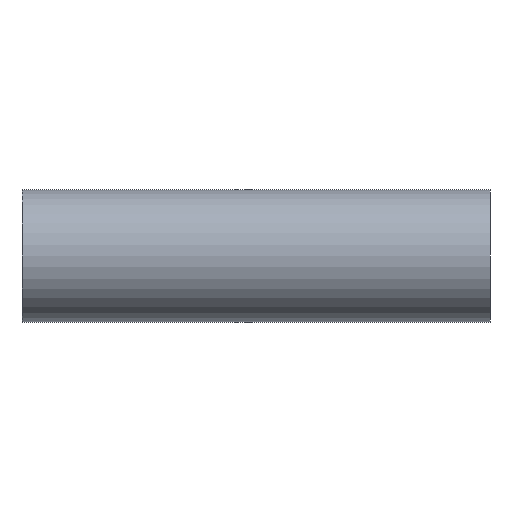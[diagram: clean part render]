
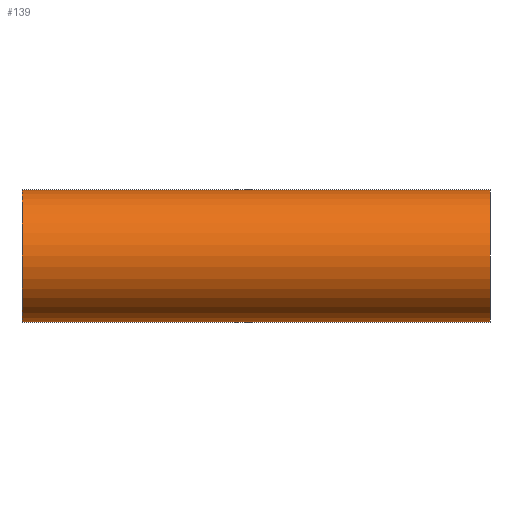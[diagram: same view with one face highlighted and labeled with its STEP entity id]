
A CAD part, left-side view. The second image highlights one B-rep face of the part: STEP entity #139.
In plain terms, the highlighted cylindrical face has radius 40.9 mm (diameter 81.8 mm), a partial arc.
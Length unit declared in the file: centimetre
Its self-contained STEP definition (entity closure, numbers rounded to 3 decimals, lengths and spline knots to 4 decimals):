
#3 = CARTESIAN_POINT ( 'NONE',  ( 0., 14.5, 4.09 ) ) ;
#5 = VERTEX_POINT ( 'NONE', #94 ) ;
#8 = ORIENTED_EDGE ( 'NONE', *, *, #182, .T. ) ;
#9 = AXIS2_PLACEMENT_3D ( 'NONE', #191, #44, #155 ) ;
#14 = DIRECTION ( 'NONE',  ( 0., -1., 0. ) ) ;
#34 = VERTEX_POINT ( 'NONE', #84 ) ;
#35 = ORIENTED_EDGE ( 'NONE', *, *, #154, .F. ) ;
#44 = DIRECTION ( 'NONE',  ( 0., 1., 0. ) ) ;
#50 = DIRECTION ( 'NONE',  ( 0., 1., 0. ) ) ;
#51 = AXIS2_PLACEMENT_3D ( 'NONE', #115, #50, #106 ) ;
#53 = ORIENTED_EDGE ( 'NONE', *, *, #197, .T. ) ;
#60 = CYLINDRICAL_SURFACE ( 'NONE', #102, 4.09 ) ;
#61 = VECTOR ( 'NONE', #123, 100. ) ;
#66 = EDGE_LOOP ( 'NONE', ( #162, #35, #53, #8 ) ) ;
#72 = DIRECTION ( 'NONE',  ( 0., -1., 0. ) ) ;
#82 = CIRCLE ( 'NONE', #9, 4.09 ) ;
#84 = CARTESIAN_POINT ( 'NONE',  ( 0., -14.5, 4.09 ) ) ;
#86 = CARTESIAN_POINT ( 'NONE',  ( 0., 14.5, -4.09 ) ) ;
#92 = VERTEX_POINT ( 'NONE', #185 ) ;
#94 = CARTESIAN_POINT ( 'NONE',  ( 0., -14.5, -4.09 ) ) ;
#102 = AXIS2_PLACEMENT_3D ( 'NONE', #131, #14, #149 ) ;
#105 = CIRCLE ( 'NONE', #51, 4.09 ) ;
#106 = DIRECTION ( 'NONE',  ( 0., 0., 1. ) ) ;
#115 = CARTESIAN_POINT ( 'NONE',  ( 0., 14.5, 0. ) ) ;
#120 = LINE ( 'NONE', #86, #61 ) ;
#123 = DIRECTION ( 'NONE',  ( 0., -1., 0. ) ) ;
#126 = FACE_OUTER_BOUND ( 'NONE', #66, .T. ) ;
#131 = CARTESIAN_POINT ( 'NONE',  ( 0., 14.5, 0. ) ) ;
#132 = CARTESIAN_POINT ( 'NONE',  ( 0., 14.5, 4.09 ) ) ;
#133 = LINE ( 'NONE', #132, #172 ) ;
#139 = ADVANCED_FACE ( 'NONE', ( #126 ), #60, .T. ) ;
#149 = DIRECTION ( 'NONE',  ( 0., 0., -1. ) ) ;
#152 = EDGE_CURVE ( 'NONE', #195, #34, #133, .T. ) ;
#154 = EDGE_CURVE ( 'NONE', #92, #195, #105, .T. ) ;
#155 = DIRECTION ( 'NONE',  ( 0., 0., 1. ) ) ;
#162 = ORIENTED_EDGE ( 'NONE', *, *, #152, .F. ) ;
#172 = VECTOR ( 'NONE', #72, 100. ) ;
#182 = EDGE_CURVE ( 'NONE', #5, #34, #82, .T. ) ;
#185 = CARTESIAN_POINT ( 'NONE',  ( 0., 14.5, -4.09 ) ) ;
#191 = CARTESIAN_POINT ( 'NONE',  ( 0., -14.5, 0. ) ) ;
#195 = VERTEX_POINT ( 'NONE', #3 ) ;
#197 = EDGE_CURVE ( 'NONE', #92, #5, #120, .T. ) ;
